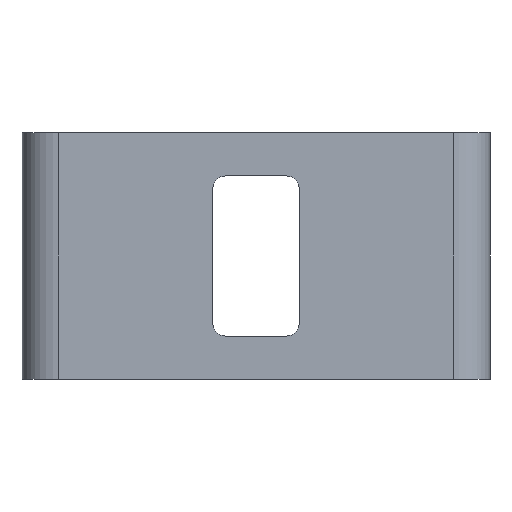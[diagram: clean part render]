
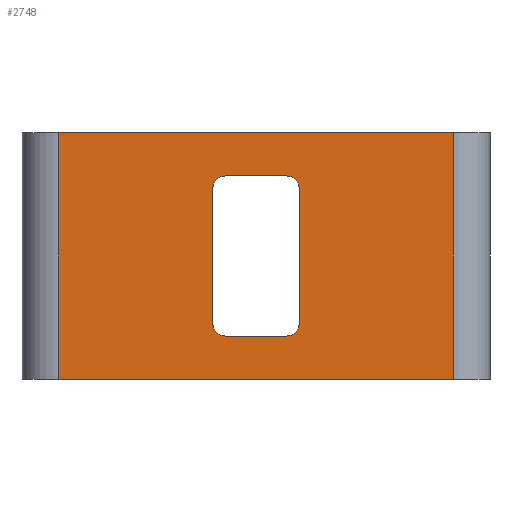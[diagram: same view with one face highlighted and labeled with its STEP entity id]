
A CAD part, left-side view. The second image highlights one B-rep face of the part: STEP entity #2748.
In plain terms, the highlighted face is planar.
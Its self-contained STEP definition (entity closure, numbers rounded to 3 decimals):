
#6 = LINE ( 'NONE', #1160, #1770 ) ;
#23 = VECTOR ( 'NONE', #774, 1000. ) ;
#25 = DIRECTION ( 'NONE',  ( 0., 1., 0. ) ) ;
#85 = VERTEX_POINT ( 'NONE', #1020 ) ;
#87 = VECTOR ( 'NONE', #2198, 1000. ) ;
#90 = VERTEX_POINT ( 'NONE', #1029 ) ;
#109 = EDGE_CURVE ( 'NONE', #1076, #1337, #6, .T. ) ;
#117 = CARTESIAN_POINT ( 'NONE',  ( 10., -16., -25.5 ) ) ;
#131 = ORIENTED_EDGE ( 'NONE', *, *, #954, .T. ) ;
#138 = DIRECTION ( 'NONE',  ( 0., 1., 0. ) ) ;
#166 = DIRECTION ( 'NONE',  ( -1., 0., 0. ) ) ;
#176 = LINE ( 'NONE', #2066, #2485 ) ;
#185 = FACE_OUTER_BOUND ( 'NONE', #2433, .T. ) ;
#233 = ORIENTED_EDGE ( 'NONE', *, *, #2192, .T. ) ;
#243 = LINE ( 'NONE', #2215, #87 ) ;
#382 = ORIENTED_EDGE ( 'NONE', *, *, #1340, .T. ) ;
#390 = DIRECTION ( 'NONE',  ( 0., 1., 0. ) ) ;
#415 = CARTESIAN_POINT ( 'NONE',  ( -5.5, 2.5, -25.5 ) ) ;
#475 = EDGE_CURVE ( 'NONE', #1544, #85, #243, .T. ) ;
#484 = DIRECTION ( 'NONE',  ( 0., 0., 1. ) ) ;
#504 = DIRECTION ( 'NONE',  ( 0., -1., 0. ) ) ;
#532 = PLANE ( 'NONE',  #1958 ) ;
#543 = CARTESIAN_POINT ( 'NONE',  ( -6.5, -3.5, -25.5 ) ) ;
#546 = VERTEX_POINT ( 'NONE', #1624 ) ;
#573 = AXIS2_PLACEMENT_3D ( 'NONE', #1202, #2716, #1422 ) ;
#580 = CARTESIAN_POINT ( 'NONE',  ( 5.5, -3.5, -25.5 ) ) ;
#595 = FACE_BOUND ( 'NONE', #2664, .T. ) ;
#597 = CARTESIAN_POINT ( 'NONE',  ( -5.5, 3.5, -25.5 ) ) ;
#605 = DIRECTION ( 'NONE',  ( 0., 0., 1. ) ) ;
#621 = VECTOR ( 'NONE', #166, 1000. ) ;
#657 = LINE ( 'NONE', #2797, #2357 ) ;
#674 = VERTEX_POINT ( 'NONE', #952 ) ;
#713 = VERTEX_POINT ( 'NONE', #597 ) ;
#762 = DIRECTION ( 'NONE',  ( 0., -1., 0. ) ) ;
#763 = ORIENTED_EDGE ( 'NONE', *, *, #109, .T. ) ;
#765 = VECTOR ( 'NONE', #826, 1000. ) ;
#774 = DIRECTION ( 'NONE',  ( 1., 0., 0. ) ) ;
#805 = AXIS2_PLACEMENT_3D ( 'NONE', #415, #484, #504 ) ;
#826 = DIRECTION ( 'NONE',  ( -1., 0., 0. ) ) ;
#952 = CARTESIAN_POINT ( 'NONE',  ( 6.5, -2.5, -25.5 ) ) ;
#954 = EDGE_CURVE ( 'NONE', #713, #1076, #2469, .T. ) ;
#985 = VERTEX_POINT ( 'NONE', #580 ) ;
#1020 = CARTESIAN_POINT ( 'NONE',  ( 10., 16., -25.5 ) ) ;
#1029 = CARTESIAN_POINT ( 'NONE',  ( 10., -16., -25.5 ) ) ;
#1052 = LINE ( 'NONE', #543, #23 ) ;
#1057 = VERTEX_POINT ( 'NONE', #2646 ) ;
#1076 = VERTEX_POINT ( 'NONE', #1346 ) ;
#1121 = VECTOR ( 'NONE', #390, 1000. ) ;
#1160 = CARTESIAN_POINT ( 'NONE',  ( -6.5, 3.5, -25.5 ) ) ;
#1190 = CIRCLE ( 'NONE', #2230, 1. ) ;
#1202 = CARTESIAN_POINT ( 'NONE',  ( 5.5, 2.5, -25.5 ) ) ;
#1217 = CARTESIAN_POINT ( 'NONE',  ( -6.5, -2.5, -25.5 ) ) ;
#1226 = DIRECTION ( 'NONE',  ( 0., 0., 1. ) ) ;
#1247 = ORIENTED_EDGE ( 'NONE', *, *, #1741, .T. ) ;
#1285 = DIRECTION ( 'NONE',  ( 0., -1., 0. ) ) ;
#1313 = ORIENTED_EDGE ( 'NONE', *, *, #2798, .T. ) ;
#1337 = VERTEX_POINT ( 'NONE', #1217 ) ;
#1340 = EDGE_CURVE ( 'NONE', #1337, #1930, #1190, .T. ) ;
#1346 = CARTESIAN_POINT ( 'NONE',  ( -6.5, 2.5, -25.5 ) ) ;
#1356 = LINE ( 'NONE', #117, #765 ) ;
#1422 = DIRECTION ( 'NONE',  ( 0., -1., 0. ) ) ;
#1505 = CARTESIAN_POINT ( 'NONE',  ( 5.5, 3.5, -25.5 ) ) ;
#1544 = VERTEX_POINT ( 'NONE', #2388 ) ;
#1547 = ORIENTED_EDGE ( 'NONE', *, *, #2479, .T. ) ;
#1624 = CARTESIAN_POINT ( 'NONE',  ( 6.5, 2.5, -25.5 ) ) ;
#1732 = ORIENTED_EDGE ( 'NONE', *, *, #475, .T. ) ;
#1741 = EDGE_CURVE ( 'NONE', #985, #674, #2420, .T. ) ;
#1755 = EDGE_CURVE ( 'NONE', #674, #546, #657, .T. ) ;
#1760 = CARTESIAN_POINT ( 'NONE',  ( -6.5, 3.5, -25.5 ) ) ;
#1769 = ORIENTED_EDGE ( 'NONE', *, *, #2147, .T. ) ;
#1770 = VECTOR ( 'NONE', #1285, 1000. ) ;
#1802 = VERTEX_POINT ( 'NONE', #1505 ) ;
#1812 = LINE ( 'NONE', #1760, #621 ) ;
#1830 = ORIENTED_EDGE ( 'NONE', *, *, #1832, .F. ) ;
#1832 = EDGE_CURVE ( 'NONE', #90, #85, #2783, .T. ) ;
#1871 = CARTESIAN_POINT ( 'NONE',  ( 10., -19., -25.5 ) ) ;
#1913 = CIRCLE ( 'NONE', #573, 1. ) ;
#1930 = VERTEX_POINT ( 'NONE', #1988 ) ;
#1940 = CARTESIAN_POINT ( 'NONE',  ( 5.5, -2.5, -25.5 ) ) ;
#1958 = AXIS2_PLACEMENT_3D ( 'NONE', #1871, #2088, #762 ) ;
#1962 = CARTESIAN_POINT ( 'NONE',  ( 10., -19., -25.5 ) ) ;
#1988 = CARTESIAN_POINT ( 'NONE',  ( -5.5, -3.5, -25.5 ) ) ;
#2066 = CARTESIAN_POINT ( 'NONE',  ( -10., -19., -25.5 ) ) ;
#2088 = DIRECTION ( 'NONE',  ( 0., 0., 1. ) ) ;
#2147 = EDGE_CURVE ( 'NONE', #1057, #1544, #176, .T. ) ;
#2155 = DIRECTION ( 'NONE',  ( 0., -1., 0. ) ) ;
#2173 = AXIS2_PLACEMENT_3D ( 'NONE', #1940, #605, #2155 ) ;
#2192 = EDGE_CURVE ( 'NONE', #546, #1802, #1913, .T. ) ;
#2198 = DIRECTION ( 'NONE',  ( 1., 0., 0. ) ) ;
#2215 = CARTESIAN_POINT ( 'NONE',  ( 10., 16., -25.5 ) ) ;
#2230 = AXIS2_PLACEMENT_3D ( 'NONE', #2527, #1226, #2738 ) ;
#2357 = VECTOR ( 'NONE', #138, 1000. ) ;
#2388 = CARTESIAN_POINT ( 'NONE',  ( -10., 16., -25.5 ) ) ;
#2406 = EDGE_CURVE ( 'NONE', #90, #1057, #1356, .T. ) ;
#2420 = CIRCLE ( 'NONE', #2173, 1. ) ;
#2433 = EDGE_LOOP ( 'NONE', ( #1769, #1732, #1830, #2901 ) ) ;
#2469 = CIRCLE ( 'NONE', #805, 1. ) ;
#2479 = EDGE_CURVE ( 'NONE', #1802, #713, #1812, .T. ) ;
#2485 = VECTOR ( 'NONE', #25, 1000. ) ;
#2527 = CARTESIAN_POINT ( 'NONE',  ( -5.5, -2.5, -25.5 ) ) ;
#2580 = ORIENTED_EDGE ( 'NONE', *, *, #1755, .T. ) ;
#2646 = CARTESIAN_POINT ( 'NONE',  ( -10., -16., -25.5 ) ) ;
#2664 = EDGE_LOOP ( 'NONE', ( #2580, #233, #1547, #131, #763, #382, #1313, #1247 ) ) ;
#2716 = DIRECTION ( 'NONE',  ( 0., 0., 1. ) ) ;
#2738 = DIRECTION ( 'NONE',  ( 0., -1., 0. ) ) ;
#2748 = ADVANCED_FACE ( 'NONE', ( #595, #185 ), #532, .F. ) ;
#2783 = LINE ( 'NONE', #1962, #1121 ) ;
#2797 = CARTESIAN_POINT ( 'NONE',  ( 6.5, 3.5, -25.5 ) ) ;
#2798 = EDGE_CURVE ( 'NONE', #1930, #985, #1052, .T. ) ;
#2901 = ORIENTED_EDGE ( 'NONE', *, *, #2406, .T. ) ;
